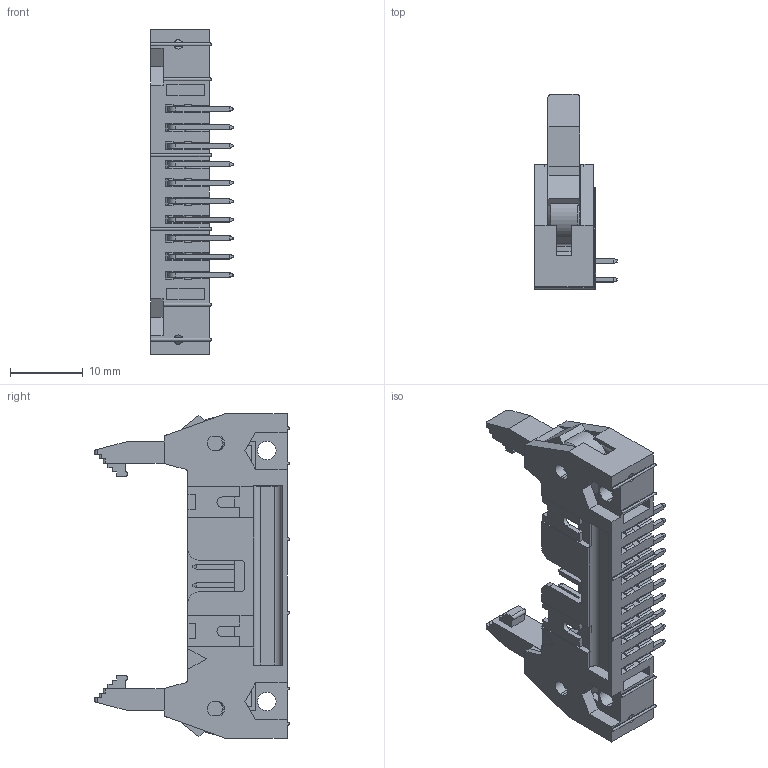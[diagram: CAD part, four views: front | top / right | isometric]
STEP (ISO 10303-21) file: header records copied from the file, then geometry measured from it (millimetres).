
FILE_DESCRIPTION((''),'2;1');
FILE_NAME('71922_Y20_ASM','2006-12-07T',('DaLegrand'),('FCI - CDC Division'),'PRO/ENGINEER BY PARAMETRIC TECHNOLOGY CORPORATION, 2004490','PRO/ENGINEER BY PARAMETRIC TECHNOLOGY CORPORATION, 2004490','');
FILE_SCHEMA(('CONFIG_CONTROL_DESIGN'));
Length unit declared in the file: millimetre
Products named in the file (5): 67017_Y20; 77391_Y21; 77391_Y25; 67018_001; 71922_Y20_ASM
Assembly tree (23 placements, depth 2):
  71922_Y20_ASM
    67017_Y20
    77391_Y21  x10
    77391_Y25  x10
    67018_001  x2
Bounding box: 11.42 x 26.8 x 44.7 mm (x, y, z)
Volume: 3405.8 mm3; surface area: 5651.2 mm2
Topology: 23 solids, 23 shells, 1255 faces, 3283 edges, 2062 vertices
Faces by surface type: plane 1045, cylinder 186, torus 8, sphere 8, bspline 4, cone 4
Entity records: 25730 total; most frequent: CARTESIAN_POINT 4862, ORIENTED_EDGE 4460, DIRECTION 4032, EDGE_CURVE 2230, VECTOR 1986, LINE 1986, VERTEX_POINT 1438, AXIS2_PLACEMENT_3D 1023
